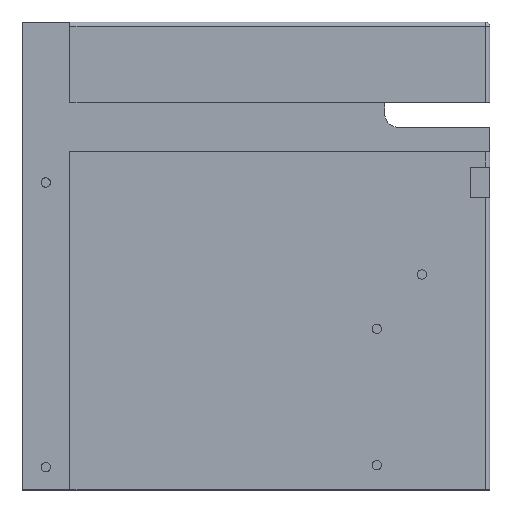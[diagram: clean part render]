
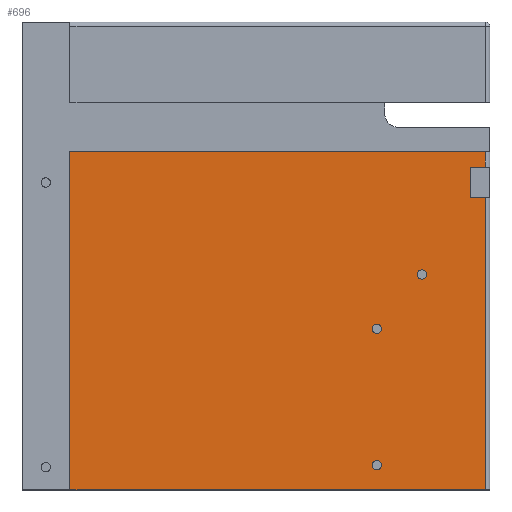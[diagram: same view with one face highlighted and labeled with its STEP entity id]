
A CAD part, top view. The second image highlights one B-rep face of the part: STEP entity #696.
In plain terms, the highlighted planar face has unit normal (0, 0, 1).
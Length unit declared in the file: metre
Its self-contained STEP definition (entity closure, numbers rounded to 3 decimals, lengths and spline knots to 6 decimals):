
#27=LINE('',#991,#88);
#48=LINE('',#1080,#109);
#54=LINE('',#1101,#115);
#57=LINE('',#1112,#118);
#60=LINE('',#1119,#121);
#68=LINE('',#1135,#129);
#85=LINE('',#1177,#146);
#86=LINE('',#1179,#147);
#88=VECTOR('',#787,1.);
#109=VECTOR('',#880,1.);
#115=VECTOR('',#902,1.);
#118=VECTOR('',#911,1.);
#121=VECTOR('',#918,1.);
#129=VECTOR('',#932,1.);
#146=VECTOR('',#977,1.);
#147=VECTOR('',#980,1.);
#316=ORIENTED_EDGE('',*,*,#371,.F.);
#317=ORIENTED_EDGE('',*,*,#370,.F.);
#318=ORIENTED_EDGE('',*,*,#369,.F.);
#319=ORIENTED_EDGE('',*,*,#328,.F.);
#320=ORIENTED_EDGE('',*,*,#414,.T.);
#321=ORIENTED_EDGE('',*,*,#384,.F.);
#322=ORIENTED_EDGE('',*,*,#366,.T.);
#323=ORIENTED_EDGE('',*,*,#375,.T.);
#324=ORIENTED_EDGE('',*,*,#380,.T.);
#325=ORIENTED_EDGE('',*,*,#392,.T.);
#326=ORIENTED_EDGE('',*,*,#413,.F.);
#328=EDGE_CURVE('',#416,#418,#27,.T.);
#366=EDGE_CURVE('',#450,#449,#48,.T.);
#369=EDGE_CURVE('',#452,#452,#498,.T.);
#370=EDGE_CURVE('',#453,#453,#499,.T.);
#371=EDGE_CURVE('',#454,#454,#500,.T.);
#375=EDGE_CURVE('',#449,#457,#54,.T.);
#380=EDGE_CURVE('',#457,#461,#57,.F.);
#384=EDGE_CURVE('',#450,#462,#60,.T.);
#392=EDGE_CURVE('',#461,#468,#68,.T.);
#413=EDGE_CURVE('',#418,#468,#85,.T.);
#414=EDGE_CURVE('',#416,#462,#86,.F.);
#416=VERTEX_POINT('',#989);
#418=VERTEX_POINT('',#992);
#449=VERTEX_POINT('',#1079);
#450=VERTEX_POINT('',#1081);
#452=VERTEX_POINT('',#1087);
#453=VERTEX_POINT('',#1090);
#454=VERTEX_POINT('',#1093);
#457=VERTEX_POINT('',#1102);
#461=VERTEX_POINT('',#1111);
#462=VERTEX_POINT('',#1116);
#468=VERTEX_POINT('',#1134);
#498=CIRCLE('',#749,0.002);
#499=CIRCLE('',#751,0.002);
#500=CIRCLE('',#753,0.002);
#563=EDGE_LOOP('',(#316));
#564=EDGE_LOOP('',(#317));
#565=EDGE_LOOP('',(#318));
#566=EDGE_LOOP('',(#319,#320,#321,#322,#323,#324,#325,#326));
#622=FACE_BOUND('',#563,.T.);
#623=FACE_BOUND('',#564,.T.);
#624=FACE_BOUND('',#565,.T.);
#625=FACE_BOUND('',#566,.T.);
#653=PLANE('',#780);
#696=ADVANCED_FACE('',(#622,#623,#624,#625),#653,.F.);
#749=AXIS2_PLACEMENT_3D('',#1086,#885,#886);
#751=AXIS2_PLACEMENT_3D('',#1089,#889,#890);
#753=AXIS2_PLACEMENT_3D('',#1092,#893,#894);
#780=AXIS2_PLACEMENT_3D('',#1182,#984,#985);
#787=DIRECTION('',(-1.,0.,0.));
#880=DIRECTION('',(0.,1.,0.));
#885=DIRECTION('',(0.,0.,1.));
#886=DIRECTION('',(1.,0.,0.));
#889=DIRECTION('',(0.,0.,1.));
#890=DIRECTION('',(1.,0.,0.));
#893=DIRECTION('',(0.,0.,1.));
#894=DIRECTION('',(1.,0.,0.));
#902=DIRECTION('',(1.,0.,0.));
#911=DIRECTION('',(0.,-1.,0.));
#918=DIRECTION('',(1.,0.,0.));
#932=DIRECTION('',(-1.,0.,0.));
#977=DIRECTION('',(0.,1.,0.));
#980=DIRECTION('',(0.,-1.,0.));
#984=DIRECTION('',(0.,0.,-1.));
#985=DIRECTION('',(1.,0.,0.));
#989=CARTESIAN_POINT('',(0.198,0.165986,-0.255143));
#991=CARTESIAN_POINT('',(0.,0.165986,-0.255143));
#992=CARTESIAN_POINT('',(0.0205,0.165986,-0.255143));
#1079=CARTESIAN_POINT('',(0.1915,0.303963,-0.255143));
#1080=CARTESIAN_POINT('',(0.1915,0.297481,-0.255143));
#1081=CARTESIAN_POINT('',(0.1915,0.290999,-0.255143));
#1086=CARTESIAN_POINT('',(0.151633,0.176523,-0.255143));
#1087=CARTESIAN_POINT('',(0.153633,0.176523,-0.255143));
#1089=CARTESIAN_POINT('',(0.151633,0.234833,-0.255143));
#1090=CARTESIAN_POINT('',(0.153633,0.234833,-0.255143));
#1092=CARTESIAN_POINT('',(0.170933,0.258042,-0.255143));
#1093=CARTESIAN_POINT('',(0.172933,0.258042,-0.255143));
#1101=CARTESIAN_POINT('',(0.19575,0.303963,-0.255143));
#1102=CARTESIAN_POINT('',(0.198,0.303963,-0.255143));
#1111=CARTESIAN_POINT('',(0.198,0.310486,-0.255143));
#1112=CARTESIAN_POINT('',(0.198,0.365986,-0.255143));
#1116=CARTESIAN_POINT('',(0.198,0.290999,-0.255143));
#1119=CARTESIAN_POINT('',(0.19575,0.290999,-0.255143));
#1134=CARTESIAN_POINT('',(0.0205,0.310486,-0.255143));
#1135=CARTESIAN_POINT('',(0.,0.310486,-0.255143));
#1177=CARTESIAN_POINT('',(0.0205,0.165986,-0.255143));
#1179=CARTESIAN_POINT('',(0.198,0.365986,-0.255143));
#1182=CARTESIAN_POINT('',(0.,0.165986,-0.255143));
